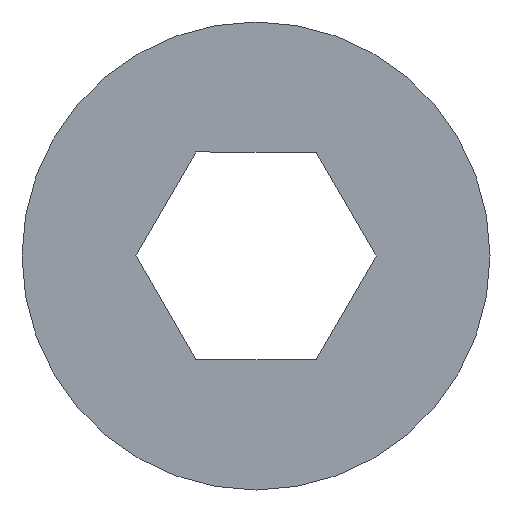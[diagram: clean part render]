
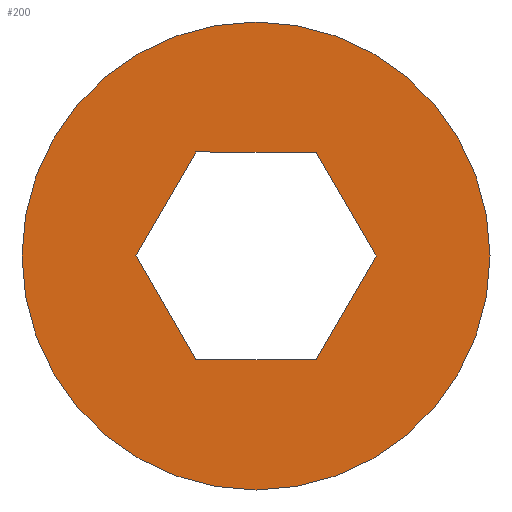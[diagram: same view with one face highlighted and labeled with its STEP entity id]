
A CAD part, front view. The second image highlights one B-rep face of the part: STEP entity #200.
In plain terms, the highlighted planar face has unit normal (0, -1, 0).
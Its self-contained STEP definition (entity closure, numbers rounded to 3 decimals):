
#1 = CARTESIAN_POINT ( 'NONE',  ( -4.619, 0., 8. ) ) ;
#11 = EDGE_CURVE ( 'NONE', #269, #177, #289, .T. ) ;
#12 = VERTEX_POINT ( 'NONE', #99 ) ;
#15 = CARTESIAN_POINT ( 'NONE',  ( 9.238, 0., 0. ) ) ;
#16 = DIRECTION ( 'NONE',  ( 0., 1., 0. ) ) ;
#22 = FACE_OUTER_BOUND ( 'NONE', #116, .T. ) ;
#37 = CARTESIAN_POINT ( 'NONE',  ( -4.619, 0., 8. ) ) ;
#41 = ORIENTED_EDGE ( 'NONE', *, *, #92, .T. ) ;
#43 = VERTEX_POINT ( 'NONE', #52 ) ;
#49 = CARTESIAN_POINT ( 'NONE',  ( 4.619, 0., -8. ) ) ;
#52 = CARTESIAN_POINT ( 'NONE',  ( -9.238, 0., 0. ) ) ;
#53 = VECTOR ( 'NONE', #262, 1000. ) ;
#60 = VERTEX_POINT ( 'NONE', #169 ) ;
#63 = VECTOR ( 'NONE', #175, 1000. ) ;
#78 = FACE_BOUND ( 'NONE', #334, .T. ) ;
#87 = LINE ( 'NONE', #15, #283 ) ;
#92 = EDGE_CURVE ( 'NONE', #356, #60, #343, .T. ) ;
#93 = DIRECTION ( 'NONE',  ( 0., 0., 1. ) ) ;
#99 = CARTESIAN_POINT ( 'NONE',  ( 4.619, 0., -8. ) ) ;
#101 = DIRECTION ( 'NONE',  ( -1., 0., 0. ) ) ;
#102 = AXIS2_PLACEMENT_3D ( 'NONE', #275, #16, #372 ) ;
#109 = ORIENTED_EDGE ( 'NONE', *, *, #299, .F. ) ;
#110 = LINE ( 'NONE', #199, #170 ) ;
#112 = EDGE_CURVE ( 'NONE', #291, #43, #110, .T. ) ;
#116 = EDGE_LOOP ( 'NONE', ( #287, #109 ) ) ;
#122 = DIRECTION ( 'NONE',  ( 0.5, 0., 0.866 ) ) ;
#124 = CARTESIAN_POINT ( 'NONE',  ( 9.238, 0., 0. ) ) ;
#126 = EDGE_CURVE ( 'NONE', #60, #221, #316, .T. ) ;
#137 = AXIS2_PLACEMENT_3D ( 'NONE', #295, #329, #93 ) ;
#148 = ORIENTED_EDGE ( 'NONE', *, *, #126, .T. ) ;
#151 = ORIENTED_EDGE ( 'NONE', *, *, #318, .T. ) ;
#169 = CARTESIAN_POINT ( 'NONE',  ( 4.619, 0., 8. ) ) ;
#170 = VECTOR ( 'NONE', #342, 1000. ) ;
#175 = DIRECTION ( 'NONE',  ( 0.5, 0., -0.866 ) ) ;
#177 = VERTEX_POINT ( 'NONE', #211 ) ;
#190 = PLANE ( 'NONE',  #102 ) ;
#194 = LINE ( 'NONE', #49, #197 ) ;
#197 = VECTOR ( 'NONE', #101, 1000. ) ;
#199 = CARTESIAN_POINT ( 'NONE',  ( -4.619, 0., -8. ) ) ;
#200 = ADVANCED_FACE ( 'NONE', ( #22, #78 ), #190, .F. ) ;
#211 = CARTESIAN_POINT ( 'NONE',  ( 0., 0., 18. ) ) ;
#212 = EDGE_CURVE ( 'NONE', #12, #291, #194, .T. ) ;
#213 = CIRCLE ( 'NONE', #137, 18. ) ;
#215 = ORIENTED_EDGE ( 'NONE', *, *, #212, .T. ) ;
#221 = VERTEX_POINT ( 'NONE', #124 ) ;
#238 = ORIENTED_EDGE ( 'NONE', *, *, #293, .T. ) ;
#242 = VECTOR ( 'NONE', #122, 1000. ) ;
#244 = CARTESIAN_POINT ( 'NONE',  ( -9.238, 0., 0. ) ) ;
#248 = DIRECTION ( 'NONE',  ( -0.5, 0., -0.866 ) ) ;
#250 = DIRECTION ( 'NONE',  ( 0., 0., 1. ) ) ;
#252 = CARTESIAN_POINT ( 'NONE',  ( 0., 0., 0. ) ) ;
#262 = DIRECTION ( 'NONE',  ( 1., 0., 0. ) ) ;
#269 = VERTEX_POINT ( 'NONE', #364 ) ;
#275 = CARTESIAN_POINT ( 'NONE',  ( 0., 0., 0. ) ) ;
#280 = AXIS2_PLACEMENT_3D ( 'NONE', #252, #361, #250 ) ;
#283 = VECTOR ( 'NONE', #248, 1000. ) ;
#287 = ORIENTED_EDGE ( 'NONE', *, *, #11, .F. ) ;
#289 = CIRCLE ( 'NONE', #280, 18. ) ;
#291 = VERTEX_POINT ( 'NONE', #292 ) ;
#292 = CARTESIAN_POINT ( 'NONE',  ( -4.619, 0., -8. ) ) ;
#293 = EDGE_CURVE ( 'NONE', #43, #356, #298, .T. ) ;
#295 = CARTESIAN_POINT ( 'NONE',  ( 0., 0., 0. ) ) ;
#297 = ORIENTED_EDGE ( 'NONE', *, *, #112, .T. ) ;
#298 = LINE ( 'NONE', #244, #242 ) ;
#299 = EDGE_CURVE ( 'NONE', #177, #269, #213, .T. ) ;
#312 = CARTESIAN_POINT ( 'NONE',  ( 4.619, 0., 8. ) ) ;
#316 = LINE ( 'NONE', #312, #63 ) ;
#318 = EDGE_CURVE ( 'NONE', #221, #12, #87, .T. ) ;
#329 = DIRECTION ( 'NONE',  ( 0., 1., 0. ) ) ;
#334 = EDGE_LOOP ( 'NONE', ( #148, #151, #215, #297, #238, #41 ) ) ;
#342 = DIRECTION ( 'NONE',  ( -0.5, 0., 0.866 ) ) ;
#343 = LINE ( 'NONE', #1, #53 ) ;
#356 = VERTEX_POINT ( 'NONE', #37 ) ;
#361 = DIRECTION ( 'NONE',  ( 0., 1., 0. ) ) ;
#364 = CARTESIAN_POINT ( 'NONE',  ( 0., 0., -18. ) ) ;
#372 = DIRECTION ( 'NONE',  ( 0., 0., 1. ) ) ;
